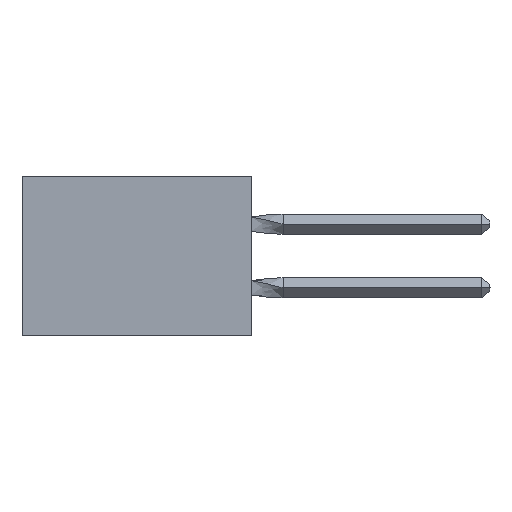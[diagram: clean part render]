
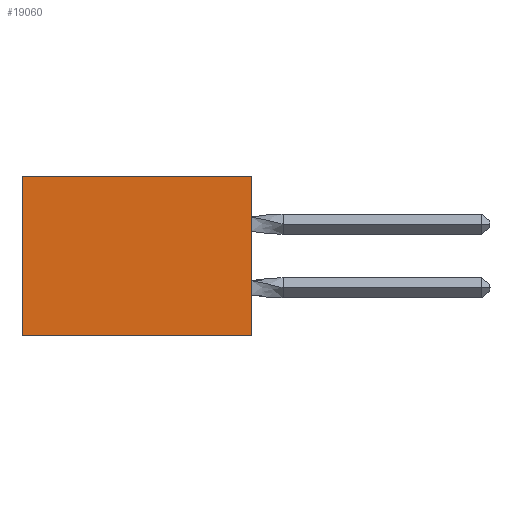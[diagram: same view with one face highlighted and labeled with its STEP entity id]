
A CAD part, left-side view. The second image highlights one B-rep face of the part: STEP entity #19060.
In plain terms, the highlighted planar face has unit normal (-1, 0, 0).
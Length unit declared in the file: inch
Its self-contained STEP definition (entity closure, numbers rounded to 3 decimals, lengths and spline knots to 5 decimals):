
#2912 = VECTOR ( 'NONE', #29759, 39.37008 ) ;
#9786 = EDGE_CURVE ( 'NONE', #18971, #32389, #23468, .T. ) ;
#9920 = DIRECTION ( 'NONE',  ( 1., 0., 0. ) ) ;
#11149 = VECTOR ( 'NONE', #37184, 39.37008 ) ;
#12548 = EDGE_CURVE ( 'NONE', #25425, #33571, #34909, .T. ) ;
#12754 = PLANE ( 'NONE',  #13009 ) ;
#13002 = CARTESIAN_POINT ( 'NONE',  ( 0.305, 0.72, -0.5 ) ) ;
#13009 = AXIS2_PLACEMENT_3D ( 'NONE', #26136, #9920, #36112 ) ;
#14589 = DIRECTION ( 'NONE',  ( 0., 1., 0. ) ) ;
#15587 = LINE ( 'NONE', #20865, #19763 ) ;
#16380 = LINE ( 'NONE', #27222, #11149 ) ;
#18546 = ORIENTED_EDGE ( 'NONE', *, *, #23414, .F. ) ;
#18971 = VERTEX_POINT ( 'NONE', #19472 ) ;
#19060 = ADVANCED_FACE ( 'NONE', ( #39796 ), #12754, .F. ) ;
#19472 = CARTESIAN_POINT ( 'NONE',  ( 0.305, 0., 0. ) ) ;
#19763 = VECTOR ( 'NONE', #14589, 39.37008 ) ;
#20865 = CARTESIAN_POINT ( 'NONE',  ( 0.305, 0., -0.5 ) ) ;
#23414 = EDGE_CURVE ( 'NONE', #32389, #33571, #15587, .T. ) ;
#23468 = LINE ( 'NONE', #32824, #42819 ) ;
#23839 = ORIENTED_EDGE ( 'NONE', *, *, #9786, .F. ) ;
#25425 = VERTEX_POINT ( 'NONE', #39720 ) ;
#26136 = CARTESIAN_POINT ( 'NONE',  ( 0.305, 0., -0.5 ) ) ;
#27222 = CARTESIAN_POINT ( 'NONE',  ( 0.305, 0., 0. ) ) ;
#29759 = DIRECTION ( 'NONE',  ( 0., 0., -1. ) ) ;
#30606 = ORIENTED_EDGE ( 'NONE', *, *, #12548, .T. ) ;
#31092 = EDGE_CURVE ( 'NONE', #18971, #25425, #16380, .T. ) ;
#31287 = ORIENTED_EDGE ( 'NONE', *, *, #31092, .T. ) ;
#32389 = VERTEX_POINT ( 'NONE', #37650 ) ;
#32824 = CARTESIAN_POINT ( 'NONE',  ( 0.305, 0., -0.5 ) ) ;
#33543 = EDGE_LOOP ( 'NONE', ( #30606, #18546, #23839, #31287 ) ) ;
#33571 = VERTEX_POINT ( 'NONE', #37463 ) ;
#34909 = LINE ( 'NONE', #13002, #2912 ) ;
#36112 = DIRECTION ( 'NONE',  ( 0., 0., -1. ) ) ;
#36467 = DIRECTION ( 'NONE',  ( 0., 0., -1. ) ) ;
#37184 = DIRECTION ( 'NONE',  ( 0., 1., 0. ) ) ;
#37463 = CARTESIAN_POINT ( 'NONE',  ( 0.305, 0.72, -0.5 ) ) ;
#37650 = CARTESIAN_POINT ( 'NONE',  ( 0.305, 0., -0.5 ) ) ;
#39720 = CARTESIAN_POINT ( 'NONE',  ( 0.305, 0.72, 0. ) ) ;
#39796 = FACE_OUTER_BOUND ( 'NONE', #33543, .T. ) ;
#42819 = VECTOR ( 'NONE', #36467, 39.37008 ) ;
